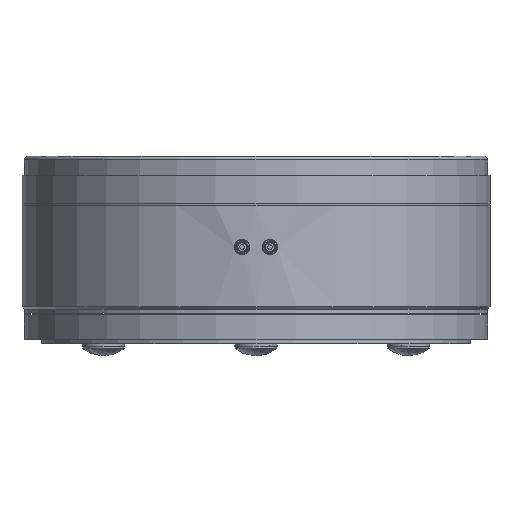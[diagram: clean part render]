
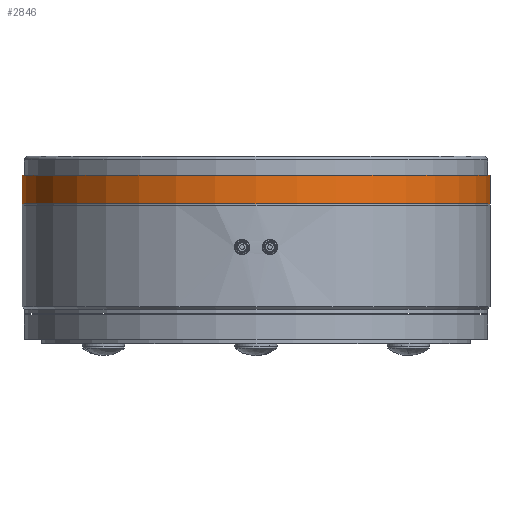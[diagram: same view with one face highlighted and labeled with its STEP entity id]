
A CAD part, front view. The second image highlights one B-rep face of the part: STEP entity #2846.
In plain terms, the highlighted cylindrical face has radius 50.5 mm (diameter 101 mm), a partial arc.
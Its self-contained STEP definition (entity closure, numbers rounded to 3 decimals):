
#44 = CARTESIAN_POINT ( 'NONE',  ( 0., 0., -9.178 ) ) ;
#472 = DIRECTION ( 'NONE',  ( 0., 0., -1. ) ) ;
#567 = EDGE_CURVE ( 'NONE', #2327, #9526, #9143, .T. ) ;
#1068 = DIRECTION ( 'NONE',  ( -1., 0., 0. ) ) ;
#1159 = DIRECTION ( 'NONE',  ( 0., 0., -1. ) ) ;
#1201 = DIRECTION ( 'NONE',  ( 0., 0., -1. ) ) ;
#1343 = VERTEX_POINT ( 'NONE', #2304 ) ;
#1403 = VECTOR ( 'NONE', #1201, 1000. ) ;
#1838 = CARTESIAN_POINT ( 'NONE',  ( 0., 0., -4.1 ) ) ;
#1931 = LINE ( 'NONE', #7862, #1403 ) ;
#1979 = EDGE_CURVE ( 'NONE', #1343, #7984, #1931, .T. ) ;
#2304 = CARTESIAN_POINT ( 'NONE',  ( 50.5, 0., -4.1 ) ) ;
#2327 = VERTEX_POINT ( 'NONE', #4670 ) ;
#2472 = AXIS2_PLACEMENT_3D ( 'NONE', #1838, #8468, #1068 ) ;
#2846 = ADVANCED_FACE ( 'NONE', ( #6477 ), #9451, .T. ) ;
#3362 = EDGE_CURVE ( 'NONE', #1343, #2327, #9620, .T. ) ;
#3511 = AXIS2_PLACEMENT_3D ( 'NONE', #44, #6570, #7484 ) ;
#4121 = AXIS2_PLACEMENT_3D ( 'NONE', #5066, #472, #7243 ) ;
#4126 = ORIENTED_EDGE ( 'NONE', *, *, #3362, .T. ) ;
#4252 = ORIENTED_EDGE ( 'NONE', *, *, #7876, .F. ) ;
#4437 = CARTESIAN_POINT ( 'NONE',  ( -50.5, 0., -10.3 ) ) ;
#4530 = CARTESIAN_POINT ( 'NONE',  ( 50.5, 0., -10.3 ) ) ;
#4670 = CARTESIAN_POINT ( 'NONE',  ( -50.5, 0., -4.1 ) ) ;
#5019 = VECTOR ( 'NONE', #1159, 1000. ) ;
#5066 = CARTESIAN_POINT ( 'NONE',  ( 0., 0., -10.3 ) ) ;
#5776 = EDGE_LOOP ( 'NONE', ( #6261, #4126, #9137, #4252 ) ) ;
#6261 = ORIENTED_EDGE ( 'NONE', *, *, #1979, .F. ) ;
#6477 = FACE_OUTER_BOUND ( 'NONE', #5776, .T. ) ;
#6570 = DIRECTION ( 'NONE',  ( 0., 0., -1. ) ) ;
#6912 = CARTESIAN_POINT ( 'NONE',  ( -50.5, 0., -9.178 ) ) ;
#7051 = CIRCLE ( 'NONE', #4121, 50.5 ) ;
#7243 = DIRECTION ( 'NONE',  ( -1., 0., 0. ) ) ;
#7484 = DIRECTION ( 'NONE',  ( -1., 0., 0. ) ) ;
#7862 = CARTESIAN_POINT ( 'NONE',  ( 50.5, 0., -9.178 ) ) ;
#7876 = EDGE_CURVE ( 'NONE', #7984, #9526, #7051, .T. ) ;
#7984 = VERTEX_POINT ( 'NONE', #4530 ) ;
#8468 = DIRECTION ( 'NONE',  ( 0., 0., -1. ) ) ;
#9137 = ORIENTED_EDGE ( 'NONE', *, *, #567, .T. ) ;
#9143 = LINE ( 'NONE', #6912, #5019 ) ;
#9451 = CYLINDRICAL_SURFACE ( 'NONE', #3511, 50.5 ) ;
#9526 = VERTEX_POINT ( 'NONE', #4437 ) ;
#9620 = CIRCLE ( 'NONE', #2472, 50.5 ) ;
